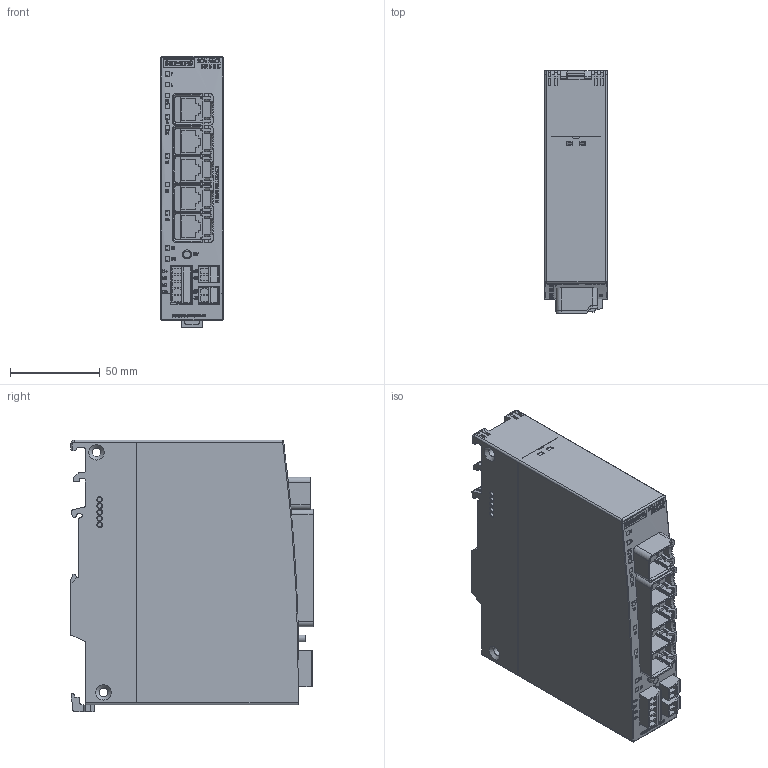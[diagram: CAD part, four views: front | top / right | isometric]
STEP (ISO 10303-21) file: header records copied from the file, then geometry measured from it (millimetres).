
FILE_DESCRIPTION(/* description */ (''),/* implementation_level */ '2;1');
FILE_NAME(/* name */ '6GK5615-0AA01-2AA2_3d.stp',/* time_stamp */ '2022-10-11T16:32:24+02:00',/* author */ (''),/* organization */ (''),/* preprocessor_version */ 'ST-DEVELOPER v18.102',/* originating_system */ 'SIEMENS PLM Software NX 2027',/* authorisation */ '');
FILE_SCHEMA (('AUTOMOTIVE_DESIGN { 1 0 10303 214 3 1 1 1 }'));
Products named in the file (6): Labeling; Terminal_Block; Adapter; Plug; Body; 6GK5615-0AA01-2AA2_Simpl
Assembly tree (5 placements, depth 2):
  6GK5615-0AA01-2AA2_Simpl
    Body
    Plug
    Adapter
    Terminal_Block
    Labeling
Bounding box: 34.83 x 134.7 x 151 mm (x, y, z)
Volume: 596946.1 mm3; surface area: 82079.6 mm2
Topology: 6 solids, 102 shells, 2077 faces, 6149 edges, 4340 vertices
Faces by surface type: plane 1603, cylinder 409, cone 55, torus 6, bspline 4
Full cylindrical faces by diameter (mm): 1.6 x16, 2 x2, 2.8 x9, 2.9 x9, 3.8 x1, 4.771 x2, 5.097 x1
Entity records: 87464 total; most frequent: CARTESIAN_POINT 17579, ORIENTED_EDGE 11387, DIRECTION 10533, EDGE_CURVE 6076, LINE 4643, VECTOR 4643, VERTEX_POINT 4321, AXIS2_PLACEMENT_3D 2945
